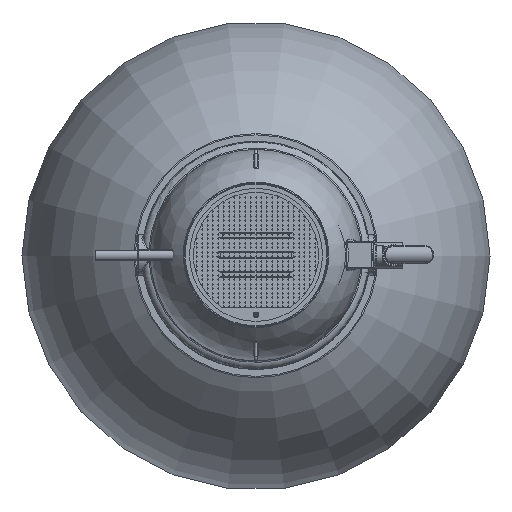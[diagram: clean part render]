
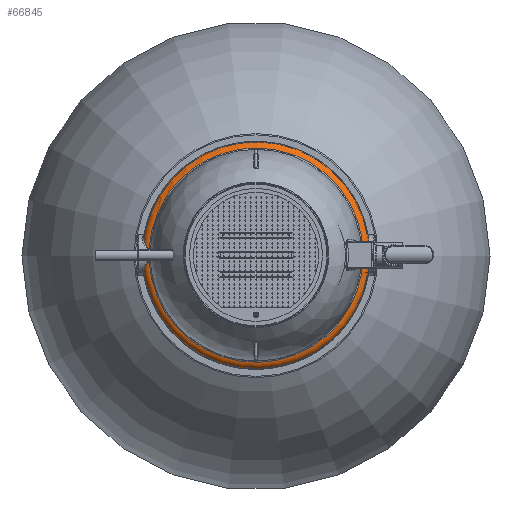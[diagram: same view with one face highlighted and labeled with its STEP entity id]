
A CAD part, top view. The second image highlights one B-rep face of the part: STEP entity #66845.
In plain terms, the highlighted toroidal (fillet/blend) face has major radius 650 mm and minor radius 50 mm.
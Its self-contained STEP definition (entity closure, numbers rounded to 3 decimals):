
#18849=TOROIDAL_SURFACE('',#73030,650.,50.);
#19105=B_SPLINE_CURVE_WITH_KNOTS('',3,(#98430,#98431,#98432,#98433,#98434,
#98435,#98436,#98437,#98438,#98439,#98440,#98441,#98442,#98443,#98444,#98445,
#98446,#98447,#98448,#98449,#98450,#98451,#98452,#98453),.UNSPECIFIED.,
 .F.,.F.,(4,1,1,1,1,1,1,1,1,1,1,1,1,1,1,1,1,1,1,1,1,4),(0.,
0.005,0.011,0.022,0.033,
0.044,0.055,0.066,0.077,
0.088,0.099,0.11,0.121,
0.126,0.132,0.137,0.143,
0.148,0.154,0.159,0.165,
0.176),.UNSPECIFIED.);
#19106=B_SPLINE_CURVE_WITH_KNOTS('',3,(#98457,#98458,#98459,#98460,#98461,
#98462,#98463,#98464,#98465,#98466,#98467,#98468,#98469,#98470,#98471,#98472,
#98473,#98474,#98475,#98476,#98477,#98478,#98479,#98480,#98481,#98482,#98483,
#98484,#98485,#98486,#98487,#98488,#98489,#98490,#98491,#98492,#98493),
 .UNSPECIFIED.,.F.,.F.,(4,1,1,1,1,1,1,1,1,1,1,1,1,1,1,1,1,1,1,1,1,1,1,1,
1,1,1,1,1,1,1,1,1,1,4),(0.,0.009,0.013,
0.017,0.022,0.026,0.031,
0.035,0.044,0.052,0.061,
0.07,0.079,0.087,0.105,
0.113,0.122,0.131,0.14,
0.157,0.166,0.174,0.192,
0.201,0.209,0.218,0.227,
0.236,0.244,0.249,0.253,
0.262,0.27,0.275,0.279),
 .UNSPECIFIED.);
#19107=B_SPLINE_CURVE_WITH_KNOTS('',3,(#98497,#98498,#98499,#98500,#98501,
#98502,#98503,#98504,#98505,#98506,#98507,#98508,#98509,#98510,#98511,#98512,
#98513,#98514,#98515,#98516,#98517,#98518,#98519,#98520,#98521,#98522),
 .UNSPECIFIED.,.F.,.F.,(4,1,1,1,1,1,1,1,1,1,1,1,1,1,1,1,1,1,1,1,1,1,1,4),
(0.,0.011,0.016,0.022,
0.033,0.038,0.044,0.049,
0.055,0.06,0.066,0.071,
0.077,0.088,0.099,0.11,
0.121,0.132,0.143,0.154,
0.159,0.165,0.17,0.176),
 .UNSPECIFIED.);
#19617=ORIENTED_EDGE('',*,*,#38214,.T.);
#19618=ORIENTED_EDGE('',*,*,#38215,.T.);
#19619=ORIENTED_EDGE('',*,*,#38216,.T.);
#19620=ORIENTED_EDGE('',*,*,#38217,.T.);
#19621=ORIENTED_EDGE('',*,*,#38218,.T.);
#19622=ORIENTED_EDGE('',*,*,#38219,.T.);
#38214=EDGE_CURVE('',#47512,#47513,#53776,.T.);
#38215=EDGE_CURVE('',#47513,#47514,#19105,.T.);
#38216=EDGE_CURVE('',#47514,#47515,#53777,.T.);
#38217=EDGE_CURVE('',#47515,#47516,#19106,.T.);
#38218=EDGE_CURVE('',#47516,#47517,#53778,.T.);
#38219=EDGE_CURVE('',#47517,#47512,#19107,.T.);
#47512=VERTEX_POINT('',#98428);
#47513=VERTEX_POINT('',#98429);
#47514=VERTEX_POINT('',#98454);
#47515=VERTEX_POINT('',#98456);
#47516=VERTEX_POINT('',#98494);
#47517=VERTEX_POINT('',#98496);
#53776=CIRCLE('',#73031,658.333);
#53777=CIRCLE('',#73032,658.333);
#53778=CIRCLE('',#73033,658.333);
#55313=EDGE_LOOP('',(#19617,#19618,#19619,#19620,#19621,#19622));
#60984=FACE_BOUND('',#55313,.T.);
#66845=ADVANCED_FACE('',(#60984),#18849,.T.);
#73030=AXIS2_PLACEMENT_3D('',#98426,#78918,#78919);
#73031=AXIS2_PLACEMENT_3D('',#98427,#78920,#78921);
#73032=AXIS2_PLACEMENT_3D('',#98455,#78922,#78923);
#73033=AXIS2_PLACEMENT_3D('',#98495,#78924,#78925);
#78918=DIRECTION('',(0.,0.,-1.));
#78919=DIRECTION('',(-1.,0.,0.));
#78920=DIRECTION('',(0.,0.,-1.));
#78921=DIRECTION('',(-1.,0.,0.));
#78922=DIRECTION('',(0.,0.,1.));
#78923=DIRECTION('',(1.,0.,0.));
#78924=DIRECTION('',(0.,0.,1.));
#78925=DIRECTION('',(1.,0.,0.));
#98426=CARTESIAN_POINT('',(0.,0.,1368.977));
#98427=CARTESIAN_POINT('',(0.,0.,1418.278));
#98428=CARTESIAN_POINT('',(-657.167,39.175,1418.278));
#98429=CARTESIAN_POINT('',(-657.167,-39.175,1418.278));
#98430=CARTESIAN_POINT('',(-657.167,-39.175,1418.278));
#98431=CARTESIAN_POINT('',(-658.706,-40.22,1418.007));
#98432=CARTESIAN_POINT('',(-661.443,-42.604,1417.368));
#98433=CARTESIAN_POINT('',(-666.21,-47.942,1415.782));
#98434=CARTESIAN_POINT('',(-671.339,-55.261,1413.255));
#98435=CARTESIAN_POINT('',(-676.547,-64.16,1409.501));
#98436=CARTESIAN_POINT('',(-681.059,-73.106,1404.966));
#98437=CARTESIAN_POINT('',(-684.902,-82.019,1399.561));
#98438=CARTESIAN_POINT('',(-687.921,-90.545,1393.405));
#98439=CARTESIAN_POINT('',(-690.079,-98.704,1386.415));
#98440=CARTESIAN_POINT('',(-691.194,-106.455,1378.456));
#98441=CARTESIAN_POINT('',(-691.033,-113.348,1369.915));
#98442=CARTESIAN_POINT('',(-689.339,-119.439,1360.667));
#98443=CARTESIAN_POINT('',(-686.564,-123.489,1353.001));
#98444=CARTESIAN_POINT('',(-683.384,-126.221,1346.868));
#98445=CARTESIAN_POINT('',(-680.546,-127.967,1342.43));
#98446=CARTESIAN_POINT('',(-677.298,-129.421,1338.245));
#98447=CARTESIAN_POINT('',(-673.615,-130.628,1334.314));
#98448=CARTESIAN_POINT('',(-669.475,-131.617,1330.679));
#98449=CARTESIAN_POINT('',(-665.04,-132.394,1327.502));
#98450=CARTESIAN_POINT('',(-660.296,-133.012,1324.767));
#98451=CARTESIAN_POINT('',(-653.515,-133.676,1321.733));
#98452=CARTESIAN_POINT('',(-648.175,-134.024,1320.277));
#98453=CARTESIAN_POINT('',(-644.505,-134.224,1319.676));
#98454=CARTESIAN_POINT('',(-644.505,-134.224,1319.676));
#98455=CARTESIAN_POINT('',(0.,0.,1319.676));
#98456=CARTESIAN_POINT('',(649.44,-107.847,1319.676));
#98457=CARTESIAN_POINT('',(649.44,-107.847,1319.676));
#98458=CARTESIAN_POINT('',(652.317,-107.342,1320.142));
#98459=CARTESIAN_POINT('',(656.448,-106.303,1321.156));
#98460=CARTESIAN_POINT('',(661.623,-104.397,1323.014));
#98461=CARTESIAN_POINT('',(665.363,-102.689,1324.653));
#98462=CARTESIAN_POINT('',(668.868,-100.742,1326.471));
#98463=CARTESIAN_POINT('',(672.128,-98.577,1328.425));
#98464=CARTESIAN_POINT('',(675.162,-96.192,1330.492));
#98465=CARTESIAN_POINT('',(678.935,-92.699,1333.384));
#98466=CARTESIAN_POINT('',(683.021,-87.894,1337.076));
#98467=CARTESIAN_POINT('',(687.073,-81.459,1341.488));
#98468=CARTESIAN_POINT('',(690.349,-74.456,1345.718));
#98469=CARTESIAN_POINT('',(692.922,-67.095,1349.596));
#98470=CARTESIAN_POINT('',(694.946,-59.355,1353.114));
#98471=CARTESIAN_POINT('',(697.032,-48.559,1357.269));
#98472=CARTESIAN_POINT('',(698.331,-37.475,1360.457));
#98473=CARTESIAN_POINT('',(699.144,-26.104,1362.709));
#98474=CARTESIAN_POINT('',(699.549,-17.413,1363.926));
#98475=CARTESIAN_POINT('',(699.778,-8.685,1364.652));
#98476=CARTESIAN_POINT('',(699.874,2.932,1364.97));
#98477=CARTESIAN_POINT('',(699.682,14.542,1364.329));
#98478=CARTESIAN_POINT('',(699.141,26.148,1362.702));
#98479=CARTESIAN_POINT('',(698.326,37.52,1360.446));
#98480=CARTESIAN_POINT('',(697.026,48.575,1357.26));
#98481=CARTESIAN_POINT('',(694.962,59.279,1353.145));
#98482=CARTESIAN_POINT('',(692.923,67.1,1349.595));
#98483=CARTESIAN_POINT('',(690.34,74.474,1345.707));
#98484=CARTESIAN_POINT('',(687.091,81.426,1341.51));
#98485=CARTESIAN_POINT('',(683.012,87.91,1337.065));
#98486=CARTESIAN_POINT('',(678.941,92.688,1333.391));
#98487=CARTESIAN_POINT('',(675.209,96.152,1330.526));
#98488=CARTESIAN_POINT('',(671.112,99.378,1327.731));
#98489=CARTESIAN_POINT('',(665.511,102.782,1324.587));
#98490=CARTESIAN_POINT('',(659.214,105.398,1322.039));
#98491=CARTESIAN_POINT('',(653.71,106.992,1320.483));
#98492=CARTESIAN_POINT('',(650.88,107.594,1319.91));
#98493=CARTESIAN_POINT('',(649.44,107.847,1319.676));
#98494=CARTESIAN_POINT('',(649.44,107.847,1319.676));
#98495=CARTESIAN_POINT('',(0.,0.,1319.676));
#98496=CARTESIAN_POINT('',(-644.505,134.224,1319.676));
#98497=CARTESIAN_POINT('',(-644.505,134.224,1319.676));
#98498=CARTESIAN_POINT('',(-648.164,134.024,1320.275));
#98499=CARTESIAN_POINT('',(-653.458,133.678,1321.721));
#98500=CARTESIAN_POINT('',(-660.159,133.028,1324.697));
#98501=CARTESIAN_POINT('',(-666.564,132.198,1328.369));
#98502=CARTESIAN_POINT('',(-672.217,131.072,1332.851));
#98503=CARTESIAN_POINT('',(-677.207,129.457,1338.134));
#98504=CARTESIAN_POINT('',(-680.467,128.007,1342.32));
#98505=CARTESIAN_POINT('',(-683.288,126.288,1346.705));
#98506=CARTESIAN_POINT('',(-685.692,124.253,1351.298));
#98507=CARTESIAN_POINT('',(-687.62,121.94,1355.929));
#98508=CARTESIAN_POINT('',(-689.099,119.36,1360.546));
#98509=CARTESIAN_POINT('',(-690.165,116.488,1365.154));
#98510=CARTESIAN_POINT('',(-691.046,112.301,1371.2));
#98511=CARTESIAN_POINT('',(-691.202,106.563,1378.335));
#98512=CARTESIAN_POINT('',(-690.106,98.84,1386.285));
#98513=CARTESIAN_POINT('',(-687.964,90.672,1393.31));
#98514=CARTESIAN_POINT('',(-684.898,82.008,1399.569));
#98515=CARTESIAN_POINT('',(-681.1,73.198,1404.912));
#98516=CARTESIAN_POINT('',(-676.576,64.211,1409.481));
#98517=CARTESIAN_POINT('',(-672.198,56.724,1412.636));
#98518=CARTESIAN_POINT('',(-668.272,50.895,1414.764));
#98519=CARTESIAN_POINT('',(-665.03,46.617,1416.175));
#98520=CARTESIAN_POINT('',(-661.43,42.589,1417.372));
#98521=CARTESIAN_POINT('',(-658.695,40.213,1418.009));
#98522=CARTESIAN_POINT('',(-657.167,39.175,1418.278));
